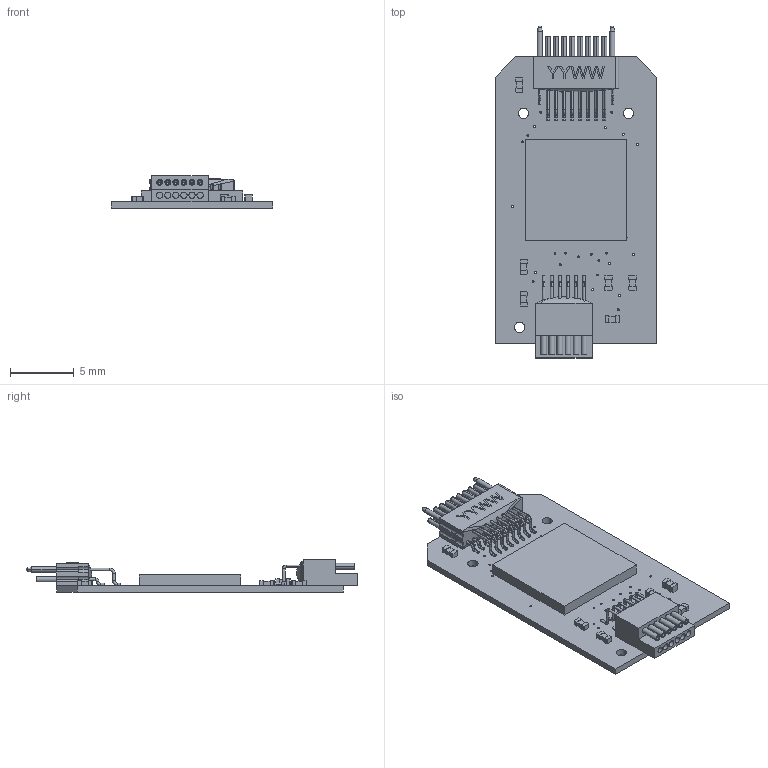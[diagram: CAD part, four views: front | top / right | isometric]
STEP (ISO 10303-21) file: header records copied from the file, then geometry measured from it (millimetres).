
FILE_DESCRIPTION (( 'STEP AP214' ), '1' );
FILE_NAME ('RHD2132_headstage_16.STEP', '2022-03-21T18:45:06', ( '' ), ( '' ), 'SwSTEP 2.0', 'SolidWorks 2022', '' );
FILE_SCHEMA (( 'AUTOMOTIVE_DESIGN' ));
Length unit declared in the file: inch
Products named in the file (7): QFN_8x8mm; A79041-001; 0402r_1430758; rhd2132_headstage_16_PCB; A79623-001; 0402c_2320560; RHD2132_headstage_16
Assembly tree (10 placements, depth 2):
  RHD2132_headstage_16
    rhd2132_headstage_16_PCB
    0402c_2320560  x2
    0402r_1430758  x4
    A79041-001
    A79623-001
    QFN_8x8mm
Bounding box: 12.7 x 26.11 x 2.54 mm (x, y, z)
Volume: 227.2 mm3; surface area: 1250.7 mm2
Topology: 9 solids, 16 shells, 925 faces, 2236 edges, 1386 vertices
Faces by surface type: cylinder 430, plane 317, torus 78, cone 52, bspline 48
Entity records: 31647 total; most frequent: CARTESIAN_POINT 6422, DIRECTION 4400, ORIENTED_EDGE 3920, EDGE_CURVE 1960, AXIS2_PLACEMENT_3D 1770, VERTEX_POINT 1240, EDGE_LOOP 1046, CIRCLE 954
